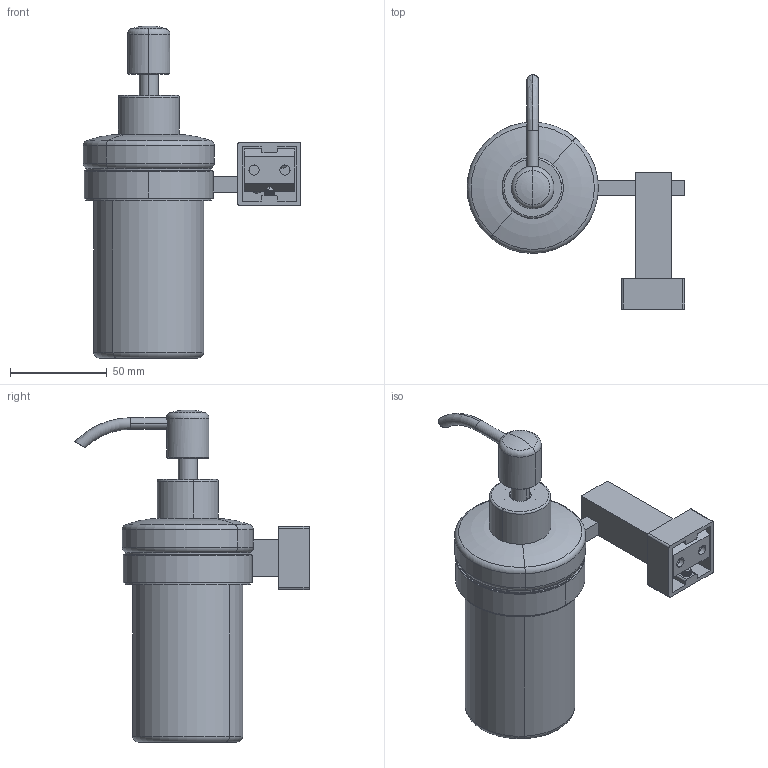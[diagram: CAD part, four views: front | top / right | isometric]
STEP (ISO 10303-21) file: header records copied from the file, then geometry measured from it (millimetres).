
FILE_DESCRIPTION (( 'STEP AP203' ), '1' );
FILE_NAME ('1581婂珘ん.STEP', '2016-07-20T01:37:11', ( '迾輿躂瑞' ), ( 'WwW.YlmF.CoM' ), 'SwSTEP 2.0', 'SolidWorks 2012', '' );
FILE_SCHEMA (( 'CONFIG_CONTROL_DESIGN' ));
Length unit declared in the file: millimetre
Products named in the file (17): 1581婂珘ん; FM002芛饜FM005せ; FM002婂珘ん呿蹋; PT007婂珘ん驗郲; PT007婂珘ん驗芛; FM002婂珘ん肣裔; FM005; 内六角尖端紧定螺丝M5X10; 囀鞠褒蹟佪M4X8; 圉埴芛蹟佪M4X8; 14戚殤呿蹋; 15等戚殤; 14杯圈; 15戚殤諉裝; 15假蚾え; 15等裝芛; 15釱
Assembly tree (17 placements, depth 3):
  1581婂珘ん
    15釱
    15等裝芛
    15假蚾え
    15等戚殤
      15戚殤諉裝
      14杯圈
    14戚殤呿蹋
    圉埴芛蹟佪M4X8  x2
    囀鞠褒蹟佪M4X8
    内六角尖端紧定螺丝M5X10
    FM002芛饜FM005せ
      FM005
      FM002婂珘ん肣裔
      PT007婂珘ん驗芛
      PT007婂珘ん驗郲
      FM002婂珘ん呿蹋
Bounding box: 112.85 x 121.38 x 172 mm (x, y, z)
Volume: 87635 mm3; surface area: 103656.5 mm2
Topology: 16 solids, 16 shells, 526 faces, 1333 edges, 854 vertices
Faces by surface type: cylinder 239, plane 186, cone 49, torus 36, bspline 16
Entity records: 20418 total; most frequent: CARTESIAN_POINT 7502, ORIENTED_EDGE 2370, DIRECTION 2312, EDGE_CURVE 1185, AXIS2_PLACEMENT_3D 878, VERTEX_POINT 762, VECTOR 556, LINE 556
